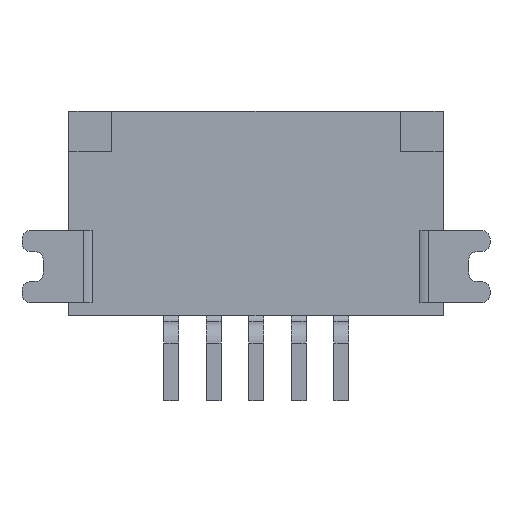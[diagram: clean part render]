
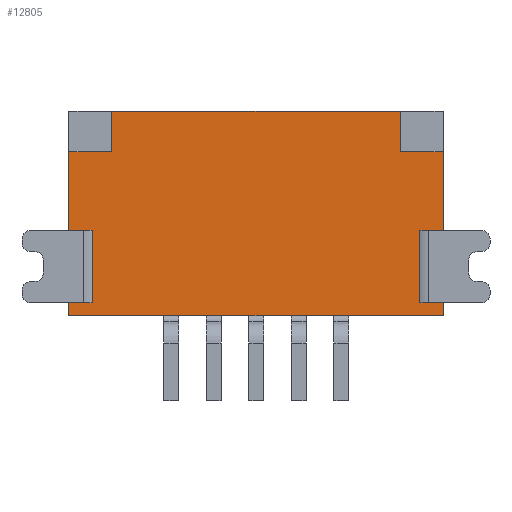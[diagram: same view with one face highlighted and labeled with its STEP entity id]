
A CAD part, top view. The second image highlights one B-rep face of the part: STEP entity #12805.
In plain terms, the highlighted planar face has unit normal (0, 0, 1).
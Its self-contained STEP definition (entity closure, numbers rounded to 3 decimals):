
#20 = CARTESIAN_POINT ( 'NONE',  ( -16.332, -2.8, -0.1 ) ) ;
#25 = VERTEX_POINT ( 'NONE', #12885 ) ;
#196 = ORIENTED_EDGE ( 'NONE', *, *, #335, .T. ) ;
#335 = EDGE_CURVE ( 'NONE', #18425, #921, #3266, .T. ) ;
#614 = LINE ( 'NONE', #2309, #11310 ) ;
#724 = CARTESIAN_POINT ( 'NONE',  ( -8.1, -4.5, -0.1 ) ) ;
#921 = VERTEX_POINT ( 'NONE', #724 ) ;
#1006 = EDGE_CURVE ( 'NONE', #4793, #7305, #19638, .T. ) ;
#1876 = DIRECTION ( 'NONE',  ( 0., 1., 0. ) ) ;
#2090 = EDGE_CURVE ( 'NONE', #7682, #3929, #13342, .T. ) ;
#2309 = CARTESIAN_POINT ( 'NONE',  ( -16.332, -4.5, -0.1 ) ) ;
#2476 = DIRECTION ( 'NONE',  ( 0., -1., 0. ) ) ;
#2657 = EDGE_CURVE ( 'NONE', #18425, #13609, #6692, .T. ) ;
#2680 = CARTESIAN_POINT ( 'NONE',  ( -16.332, -2.8, -0.1 ) ) ;
#2707 = VECTOR ( 'NONE', #6341, 1000. ) ;
#2783 = ORIENTED_EDGE ( 'NONE', *, *, #10862, .F. ) ;
#2804 = DIRECTION ( 'NONE',  ( 0., -1., 0. ) ) ;
#2842 = DIRECTION ( 'NONE',  ( 0., -1., 0. ) ) ;
#2979 = ORIENTED_EDGE ( 'NONE', *, *, #4532, .T. ) ;
#3034 = EDGE_CURVE ( 'NONE', #4793, #12393, #3497, .T. ) ;
#3171 = VERTEX_POINT ( 'NONE', #2680 ) ;
#3266 = LINE ( 'NONE', #6457, #18487 ) ;
#3497 = LINE ( 'NONE', #18898, #19283 ) ;
#3593 = CARTESIAN_POINT ( 'NONE',  ( -9.11, 0., -0.1 ) ) ;
#3797 = LINE ( 'NONE', #16006, #16390 ) ;
#3878 = VERTEX_POINT ( 'NONE', #5108 ) ;
#3881 = EDGE_CURVE ( 'NONE', #16767, #3171, #3797, .T. ) ;
#3929 = VERTEX_POINT ( 'NONE', #3593 ) ;
#3978 = LINE ( 'NONE', #9862, #12964 ) ;
#4313 = CARTESIAN_POINT ( 'NONE',  ( -16.9, -4.8, -0.1 ) ) ;
#4478 = EDGE_CURVE ( 'NONE', #7682, #3878, #16272, .T. ) ;
#4532 = EDGE_CURVE ( 'NONE', #3878, #4888, #4569, .T. ) ;
#4561 = PLANE ( 'NONE',  #5586 ) ;
#4569 = LINE ( 'NONE', #9152, #18622 ) ;
#4793 = VERTEX_POINT ( 'NONE', #13347 ) ;
#4888 = VERTEX_POINT ( 'NONE', #11911 ) ;
#5108 = CARTESIAN_POINT ( 'NONE',  ( -15.89, -0.95, -0.1 ) ) ;
#5308 = CARTESIAN_POINT ( 'NONE',  ( 18.9, -4.8, -0.1 ) ) ;
#5370 = ORIENTED_EDGE ( 'NONE', *, *, #9710, .T. ) ;
#5471 = DIRECTION ( 'NONE',  ( 0., -1., 0. ) ) ;
#5572 = DIRECTION ( 'NONE',  ( 1., 0., 0. ) ) ;
#5586 = AXIS2_PLACEMENT_3D ( 'NONE', #9321, #10627, #10824 ) ;
#5673 = VECTOR ( 'NONE', #9204, 1000. ) ;
#5864 = ORIENTED_EDGE ( 'NONE', *, *, #19550, .F. ) ;
#5881 = VECTOR ( 'NONE', #2842, 1000. ) ;
#5975 = CARTESIAN_POINT ( 'NONE',  ( -8.668, -4.5, -0.1 ) ) ;
#6152 = CARTESIAN_POINT ( 'NONE',  ( -8.668, -4.5, -0.1 ) ) ;
#6163 = VECTOR ( 'NONE', #5572, 1000. ) ;
#6341 = DIRECTION ( 'NONE',  ( 1., 0., 0. ) ) ;
#6457 = CARTESIAN_POINT ( 'NONE',  ( -8.1, -4.8, -0.1 ) ) ;
#6692 = LINE ( 'NONE', #5308, #9544 ) ;
#6938 = CARTESIAN_POINT ( 'NONE',  ( -16.9, -0.95, -0.1 ) ) ;
#6969 = VECTOR ( 'NONE', #2804, 1000. ) ;
#6980 = ORIENTED_EDGE ( 'NONE', *, *, #2657, .F. ) ;
#7305 = VERTEX_POINT ( 'NONE', #6152 ) ;
#7375 = EDGE_LOOP ( 'NONE', ( #17917, #13430, #2979, #5370, #12988, #10498, #19558, #8782, #6980, #196, #16658, #16135, #16999, #5864, #15630, #2783 ) ) ;
#7682 = VERTEX_POINT ( 'NONE', #13946 ) ;
#7729 = VECTOR ( 'NONE', #13749, 1000. ) ;
#7764 = CARTESIAN_POINT ( 'NONE',  ( -8.1, -4.8, -0.1 ) ) ;
#8020 = CARTESIAN_POINT ( 'NONE',  ( -9.11, -0.95, -0.1 ) ) ;
#8613 = CARTESIAN_POINT ( 'NONE',  ( -16.9, -2.8, -0.1 ) ) ;
#8647 = LINE ( 'NONE', #5975, #6163 ) ;
#8782 = ORIENTED_EDGE ( 'NONE', *, *, #14631, .F. ) ;
#9152 = CARTESIAN_POINT ( 'NONE',  ( -15.89, -0.95, -0.1 ) ) ;
#9204 = DIRECTION ( 'NONE',  ( -1., 0., 0. ) ) ;
#9321 = CARTESIAN_POINT ( 'NONE',  ( 2., -2.4, -0.1 ) ) ;
#9540 = CARTESIAN_POINT ( 'NONE',  ( -16.9, -4.5, -0.1 ) ) ;
#9544 = VECTOR ( 'NONE', #16477, 1000. ) ;
#9572 = DIRECTION ( 'NONE',  ( 1., 0., 0. ) ) ;
#9710 = EDGE_CURVE ( 'NONE', #4888, #14185, #17645, .T. ) ;
#9862 = CARTESIAN_POINT ( 'NONE',  ( -9.11, 0., -0.1 ) ) ;
#9868 = EDGE_CURVE ( 'NONE', #7305, #921, #8647, .T. ) ;
#9874 = DIRECTION ( 'NONE',  ( 0., 1., 0. ) ) ;
#10498 = ORIENTED_EDGE ( 'NONE', *, *, #3881, .F. ) ;
#10627 = DIRECTION ( 'NONE',  ( 0., 0., 1. ) ) ;
#10824 = DIRECTION ( 'NONE',  ( 1., 0., 0. ) ) ;
#10862 = EDGE_CURVE ( 'NONE', #3929, #15221, #3978, .T. ) ;
#11073 = VERTEX_POINT ( 'NONE', #9540 ) ;
#11297 = DIRECTION ( 'NONE',  ( -1., 0., 0. ) ) ;
#11310 = VECTOR ( 'NONE', #11297, 1000. ) ;
#11342 = DIRECTION ( 'NONE',  ( 0., -1., 0. ) ) ;
#11573 = CARTESIAN_POINT ( 'NONE',  ( -8.1, -0.95, -0.1 ) ) ;
#11911 = CARTESIAN_POINT ( 'NONE',  ( -16.9, -0.95, -0.1 ) ) ;
#12020 = CARTESIAN_POINT ( 'NONE',  ( -16.332, -4.5, -0.1 ) ) ;
#12310 = LINE ( 'NONE', #20, #5673 ) ;
#12373 = EDGE_CURVE ( 'NONE', #15221, #25, #17854, .T. ) ;
#12393 = VERTEX_POINT ( 'NONE', #14140 ) ;
#12551 = VECTOR ( 'NONE', #5471, 1000. ) ;
#12730 = EDGE_CURVE ( 'NONE', #16767, #11073, #614, .T. ) ;
#12805 = ADVANCED_FACE ( 'NONE', ( #18260 ), #4561, .T. ) ;
#12885 = CARTESIAN_POINT ( 'NONE',  ( -8.1, -0.95, -0.1 ) ) ;
#12964 = VECTOR ( 'NONE', #2476, 1000. ) ;
#12988 = ORIENTED_EDGE ( 'NONE', *, *, #18158, .F. ) ;
#13342 = LINE ( 'NONE', #19539, #7729 ) ;
#13347 = CARTESIAN_POINT ( 'NONE',  ( -8.668, -2.8, -0.1 ) ) ;
#13430 = ORIENTED_EDGE ( 'NONE', *, *, #4478, .T. ) ;
#13609 = VERTEX_POINT ( 'NONE', #14100 ) ;
#13749 = DIRECTION ( 'NONE',  ( 1., 0., 0. ) ) ;
#13946 = CARTESIAN_POINT ( 'NONE',  ( -15.89, 0., -0.1 ) ) ;
#14100 = CARTESIAN_POINT ( 'NONE',  ( -16.9, -4.8, -0.1 ) ) ;
#14140 = CARTESIAN_POINT ( 'NONE',  ( -8.1, -2.8, -0.1 ) ) ;
#14185 = VERTEX_POINT ( 'NONE', #8613 ) ;
#14376 = CARTESIAN_POINT ( 'NONE',  ( -9.11, -0.95, -0.1 ) ) ;
#14540 = VECTOR ( 'NONE', #16526, 1000. ) ;
#14631 = EDGE_CURVE ( 'NONE', #13609, #11073, #18000, .T. ) ;
#15221 = VERTEX_POINT ( 'NONE', #14376 ) ;
#15630 = ORIENTED_EDGE ( 'NONE', *, *, #12373, .F. ) ;
#16006 = CARTESIAN_POINT ( 'NONE',  ( -16.332, -4.5, -0.1 ) ) ;
#16106 = VECTOR ( 'NONE', #11342, 1000. ) ;
#16135 = ORIENTED_EDGE ( 'NONE', *, *, #1006, .F. ) ;
#16272 = LINE ( 'NONE', #19173, #12551 ) ;
#16306 = LINE ( 'NONE', #11573, #6969 ) ;
#16390 = VECTOR ( 'NONE', #9874, 1000. ) ;
#16477 = DIRECTION ( 'NONE',  ( -1., 0., 0. ) ) ;
#16526 = DIRECTION ( 'NONE',  ( 0., 1., 0. ) ) ;
#16658 = ORIENTED_EDGE ( 'NONE', *, *, #9868, .F. ) ;
#16767 = VERTEX_POINT ( 'NONE', #12020 ) ;
#16999 = ORIENTED_EDGE ( 'NONE', *, *, #3034, .T. ) ;
#17008 = CARTESIAN_POINT ( 'NONE',  ( -8.668, -2.8, -0.1 ) ) ;
#17645 = LINE ( 'NONE', #6938, #16106 ) ;
#17854 = LINE ( 'NONE', #8020, #2707 ) ;
#17917 = ORIENTED_EDGE ( 'NONE', *, *, #2090, .F. ) ;
#18000 = LINE ( 'NONE', #4313, #14540 ) ;
#18158 = EDGE_CURVE ( 'NONE', #3171, #14185, #12310, .T. ) ;
#18260 = FACE_OUTER_BOUND ( 'NONE', #7375, .T. ) ;
#18425 = VERTEX_POINT ( 'NONE', #7764 ) ;
#18487 = VECTOR ( 'NONE', #1876, 1000. ) ;
#18622 = VECTOR ( 'NONE', #19778, 1000. ) ;
#18898 = CARTESIAN_POINT ( 'NONE',  ( -8.668, -2.8, -0.1 ) ) ;
#19173 = CARTESIAN_POINT ( 'NONE',  ( -15.89, 0., -0.1 ) ) ;
#19283 = VECTOR ( 'NONE', #9572, 1000. ) ;
#19539 = CARTESIAN_POINT ( 'NONE',  ( -13.89, 0., -0.1 ) ) ;
#19550 = EDGE_CURVE ( 'NONE', #25, #12393, #16306, .T. ) ;
#19558 = ORIENTED_EDGE ( 'NONE', *, *, #12730, .T. ) ;
#19638 = LINE ( 'NONE', #17008, #5881 ) ;
#19778 = DIRECTION ( 'NONE',  ( -1., 0., 0. ) ) ;
